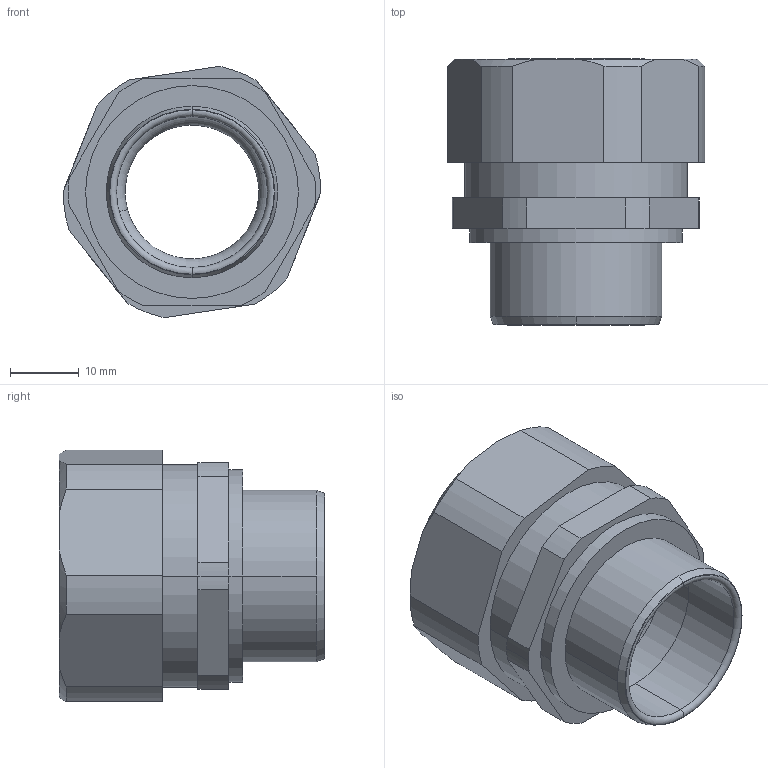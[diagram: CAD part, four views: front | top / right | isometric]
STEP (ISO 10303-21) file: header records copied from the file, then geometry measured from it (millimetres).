
FILE_DESCRIPTION (( 'STEP AP203' ), '1' );
FILE_NAME ('WNC-M25_D20.STEP', '2016-10-15T09:12:07', ( '微软用户' ), ( '微软中国' ), 'SwSTEP 2.0', 'SolidWorks 2012', '' );
FILE_SCHEMA (( 'CONFIG_CONTROL_DESIGN' ));
Length unit declared in the file: millimetre
Products named in the file (1): WNC-M25_D20
Bounding box: 37.5 x 38.73 x 36.61 mm (x, y, z)
Volume: 12073.5 mm3; surface area: 13170.5 mm2
Topology: 1 solids, 1 shells, 88 faces, 207 edges, 128 vertices
Faces by surface type: cylinder 37, plane 21, cone 16, torus 14
Entity records: 2648 total; most frequent: DIRECTION 485, CARTESIAN_POINT 472, ORIENTED_EDGE 414, EDGE_CURVE 207, AXIS2_PLACEMENT_3D 201, VERTEX_POINT 128, CIRCLE 112, EDGE_LOOP 97
